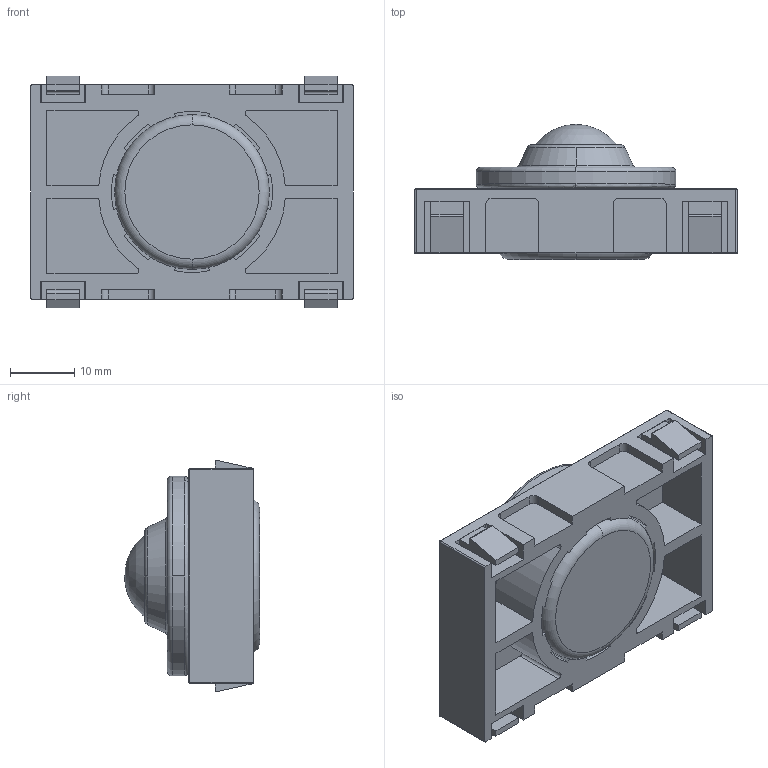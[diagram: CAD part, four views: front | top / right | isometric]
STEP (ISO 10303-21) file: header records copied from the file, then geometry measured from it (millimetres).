
FILE_DESCRIPTION(('STEP AP203'),'1');
FILE_NAME('ERGO00H1041.stp','2025-04-15T09:35:25',(' '),(' '),'Spatial InterOp 3D',' ',' ');
FILE_SCHEMA(('CONFIG_CONTROL_DESIGN'));
Length unit declared in the file: millimetre
Products named in the file (3): Bloc insert - bille; Bille porteuse; cage bille/brosse
Assembly tree (2 placements, depth 2):
  Bloc insert - bille
    Bille porteuse
    cage bille/brosse
Bounding box: 50 x 20.96 x 35.9 mm (x, y, z)
Volume: 15343.9 mm3; surface area: 10867 mm2
Topology: 2 solids, 3 shells, 194 faces, 535 edges, 349 vertices
Faces by surface type: plane 108, cylinder 60, torus 12, sphere 10, bspline 2, cone 2
Entity records: 6774 total; most frequent: CARTESIAN_POINT 1301, DIRECTION 1080, ORIENTED_EDGE 1040, EDGE_CURVE 520, AXIS2_PLACEMENT_3D 369, VERTEX_POINT 344, LINE 342, VECTOR 342
